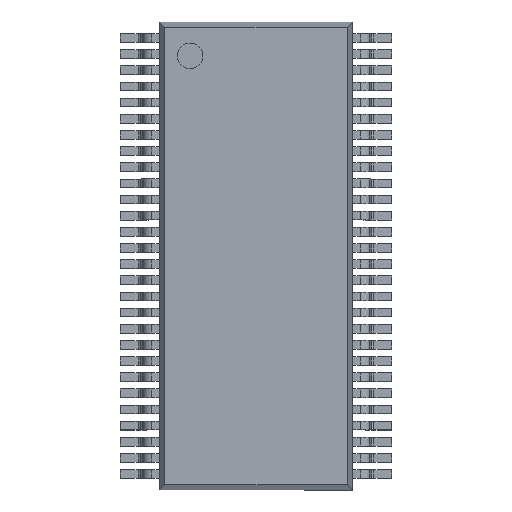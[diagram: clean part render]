
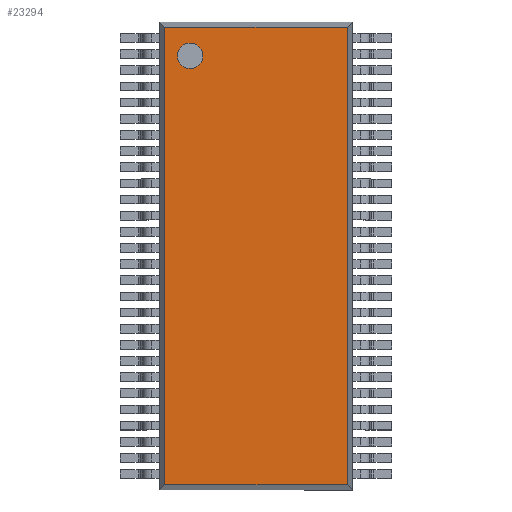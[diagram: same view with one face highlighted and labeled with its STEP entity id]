
A CAD part, top view. The second image highlights one B-rep face of the part: STEP entity #23294.
In plain terms, the highlighted planar face has unit normal (0, 0, 1).
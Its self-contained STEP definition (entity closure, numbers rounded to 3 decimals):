
#22923=CARTESIAN_POINT('',(-2.089,7.868,2.79));
#22924=VERTEX_POINT('',#22923);
#22940=CARTESIAN_POINT('',(-3.089,7.868,2.79));
#22941=VERTEX_POINT('',#22940);
#22948=CARTESIAN_POINT('',(-2.589,7.868,2.79));
#22949=DIRECTION('',(0.0,0.0,-1.0));
#22950=DIRECTION('',(1.0,0.0,0.0));
#22951=AXIS2_PLACEMENT_3D('',#22948,#22949,#22950);
#22952=CIRCLE('',#22951,0.5);
#22953=EDGE_CURVE('',#22924,#22941,#22952,.T.);
#23228=CARTESIAN_POINT('',(-3.589,-8.994,2.79));
#23229=VERTEX_POINT('',#23228);
#23236=CARTESIAN_POINT('',(-3.589,8.994,2.79));
#23237=VERTEX_POINT('',#23236);
#23238=CARTESIAN_POINT('',(-3.589,8.994,2.79));
#23239=DIRECTION('',(0.0,-1.0,0.0));
#23240=VECTOR('',#23239,17.987);
#23241=LINE('',#23238,#23240);
#23242=EDGE_CURVE('',#23237,#23229,#23241,.T.);
#23254=CARTESIAN_POINT('',(-3.589,9.2,2.79));
#23255=DIRECTION('',(0.0,0.0,1.0));
#23256=DIRECTION('',(0.0,-1.0,0.0));
#23257=AXIS2_PLACEMENT_3D('',#23254,#23255,#23256);
#23258=PLANE('',#23257);
#23259=CARTESIAN_POINT('',(3.589,-8.994,2.79));
#23260=VERTEX_POINT('',#23259);
#23261=CARTESIAN_POINT('',(-3.589,-8.994,2.79));
#23262=DIRECTION('',(1.0,0.0,0.0));
#23263=VECTOR('',#23262,7.177);
#23264=LINE('',#23261,#23263);
#23265=EDGE_CURVE('',#23229,#23260,#23264,.T.);
#23266=ORIENTED_EDGE('',*,*,#23265,.T.);
#23267=CARTESIAN_POINT('',(3.589,8.994,2.79));
#23268=VERTEX_POINT('',#23267);
#23269=CARTESIAN_POINT('',(3.589,8.994,2.79));
#23270=DIRECTION('',(0.0,-1.0,0.0));
#23271=VECTOR('',#23270,17.987);
#23272=LINE('',#23269,#23271);
#23273=EDGE_CURVE('',#23268,#23260,#23272,.T.);
#23274=ORIENTED_EDGE('',*,*,#23273,.F.);
#23275=CARTESIAN_POINT('',(3.589,8.994,2.79));
#23276=DIRECTION('',(-1.0,0.0,0.0));
#23277=VECTOR('',#23276,7.177);
#23278=LINE('',#23275,#23277);
#23279=EDGE_CURVE('',#23268,#23237,#23278,.T.);
#23280=ORIENTED_EDGE('',*,*,#23279,.T.);
#23281=ORIENTED_EDGE('',*,*,#23242,.T.);
#23282=EDGE_LOOP('',(#23266,#23274,#23280,#23281));
#23283=FACE_OUTER_BOUND('',#23282,.T.);
#23284=ORIENTED_EDGE('',*,*,#22953,.T.);
#23285=CARTESIAN_POINT('',(-2.589,7.868,2.79));
#23286=DIRECTION('',(0.0,0.0,-1.0));
#23287=DIRECTION('',(1.0,0.0,0.0));
#23288=AXIS2_PLACEMENT_3D('',#23285,#23286,#23287);
#23289=CIRCLE('',#23288,0.5);
#23290=EDGE_CURVE('',#22941,#22924,#23289,.T.);
#23291=ORIENTED_EDGE('',*,*,#23290,.T.);
#23292=EDGE_LOOP('',(#23284,#23291));
#23293=FACE_BOUND('',#23292,.T.);
#23294=ADVANCED_FACE('',(#23283,#23293),#23258,.T.);
